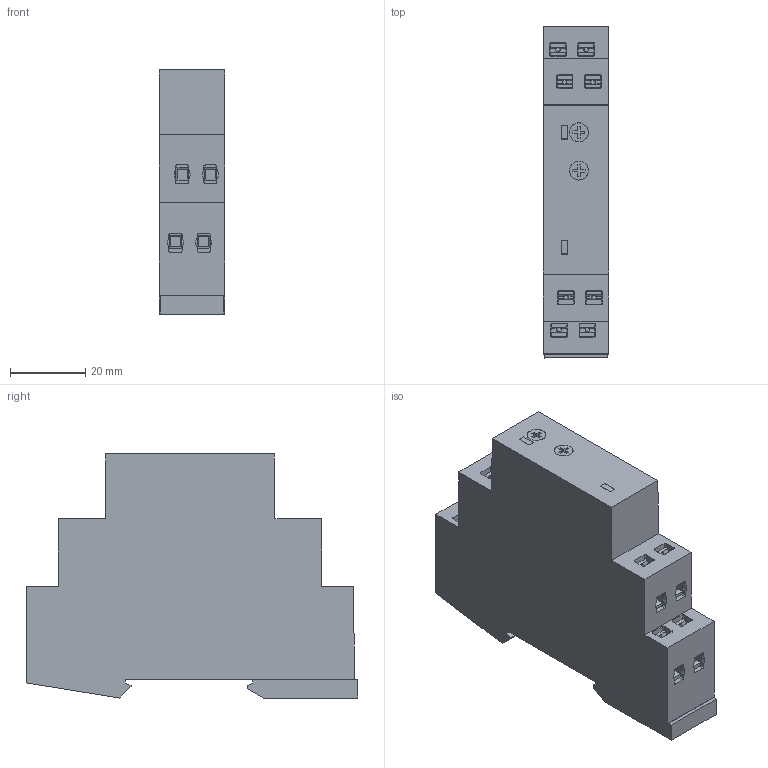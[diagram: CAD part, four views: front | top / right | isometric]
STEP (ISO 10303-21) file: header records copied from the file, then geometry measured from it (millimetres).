
FILE_DESCRIPTION(('CATIA V5 STEP Exchange','CAx-IF Rec.Pracs.--- Model Styling and Organization---1.4--- 2014-01-23'),'2;1');
FILE_NAME ('1481386-2_0', '2023-01-27T12:30:04+00:00', ('none'), ('Weidmueller'), 'CATIA Version 5-6 Release 2016 SP3 HF44', 'CATIA V5 STEP AP214', 'none');
FILE_SCHEMA(('AUTOMOTIVE_DESIGN { 1 0 10303 214 1 1 1 1 }'));
Length unit declared in the file: millimetre
Products named in the file (1): S3D_TFIP_24-240VUC_1CO_ON_OFFC
Bounding box: 17.5 x 88.41 x 65.01 mm (x, y, z)
Volume: 76388.3 mm3; surface area: 16889.6 mm2
Topology: 14 solids, 14 shells, 463 faces, 1274 edges, 862 vertices
Faces by surface type: plane 327, cylinder 136
Entity records: 15071 total; most frequent: CARTESIAN_POINT 3380, ORIENTED_EDGE 2548, DIRECTION 1978, EDGE_CURVE 1274, VECTOR 873, LINE 873, VERTEX_POINT 862, AXIS2_PLACEMENT_3D 683
